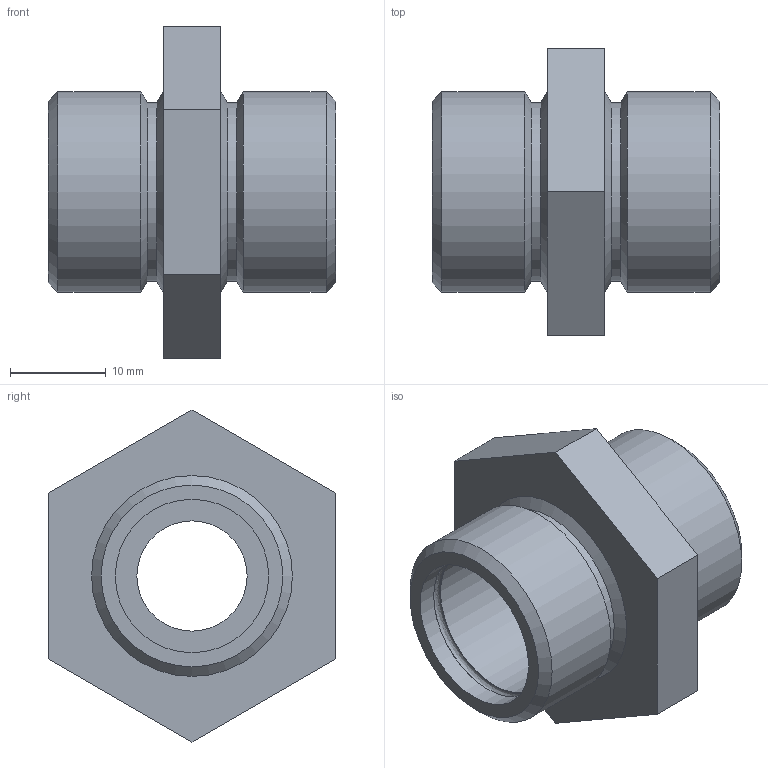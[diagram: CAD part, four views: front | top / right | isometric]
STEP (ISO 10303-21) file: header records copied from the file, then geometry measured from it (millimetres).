
FILE_DESCRIPTION (( 'STEP AP214' ), '1' );
FILE_NAME ('TUR-KN-HT20R.STEP', '2016-08-22T14:11:15', ( '' ), ( '' ), 'SwSTEP 2.0', 'SolidWorks 2016', '' );
FILE_SCHEMA (( 'AUTOMOTIVE_DESIGN' ));
Length unit declared in the file: millimetre
Products named in the file (1): TUR-KN-HT20R
Bounding box: 30 x 30 x 34.64 mm (x, y, z)
Volume: 8051.2 mm3; surface area: 4957.2 mm2
Topology: 1 solids, 1 shells, 27 faces, 61 edges, 41 vertices
Faces by surface type: plane 13, cylinder 7, cone 6, bspline 1
Full cylindrical faces by diameter (mm): 11.5 x1, 16 x2, 18.63 x2, 20.96 x2
Entity records: 863 total; most frequent: CARTESIAN_POINT 313, DIRECTION 108, ORIENTED_EDGE 80, EDGE_LOOP 48, AXIS2_PLACEMENT_3D 45, EDGE_CURVE 40, FACE_OUTER_BOUND 35, VERTEX_POINT 34
